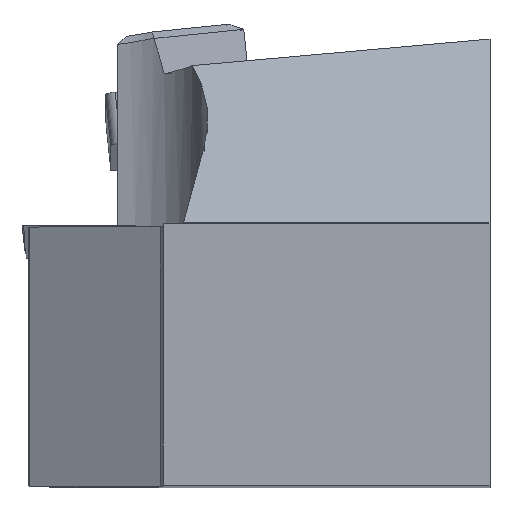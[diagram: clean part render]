
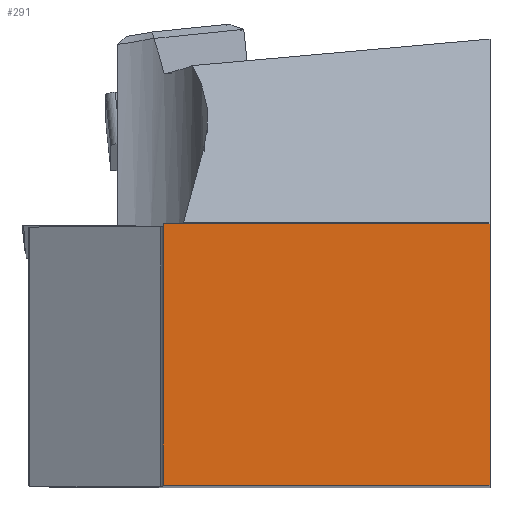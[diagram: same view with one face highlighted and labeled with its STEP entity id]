
A CAD part, top view. The second image highlights one B-rep face of the part: STEP entity #291.
In plain terms, the highlighted planar face has unit normal (0, 0, 1).
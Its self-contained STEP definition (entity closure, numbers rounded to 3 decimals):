
#186=PLANE('',#2167);
#291=ADVANCED_FACE('',(#405),#186,.F.);
#405=FACE_OUTER_BOUND('',#510,.T.);
#510=EDGE_LOOP('',(#1091,#1092,#1093,#1094));
#1091=ORIENTED_EDGE('',*,*,#1553,.F.);
#1092=ORIENTED_EDGE('',*,*,#1549,.T.);
#1093=ORIENTED_EDGE('',*,*,#1559,.F.);
#1094=ORIENTED_EDGE('',*,*,#1556,.T.);
#1277=VERTEX_POINT('',#3345);
#1278=VERTEX_POINT('',#3346);
#1281=VERTEX_POINT('',#3354);
#1283=VERTEX_POINT('',#3360);
#1549=EDGE_CURVE('',#1277,#1278,#1765,.T.);
#1553=EDGE_CURVE('',#1277,#1281,#1769,.T.);
#1556=EDGE_CURVE('',#1283,#1281,#1772,.T.);
#1559=EDGE_CURVE('',#1283,#1278,#1775,.T.);
#1765=LINE('',#3344,#1981);
#1769=LINE('',#3353,#1985);
#1772=LINE('',#3359,#1988);
#1775=LINE('',#3365,#1991);
#1981=VECTOR('',#2668,1.);
#1985=VECTOR('',#2674,1.);
#1988=VECTOR('',#2679,1.);
#1991=VECTOR('',#2684,1.);
#2167=AXIS2_PLACEMENT_3D('',#3366,#2685,#2686);
#2668=DIRECTION('',(0.,1.,0.));
#2674=DIRECTION('',(-1.,0.,0.));
#2679=DIRECTION('',(0.,-1.,0.));
#2684=DIRECTION('',(1.,0.,0.));
#2685=DIRECTION('',(0.,0.,-1.));
#2686=DIRECTION('',(0.,1.,0.));
#3344=CARTESIAN_POINT('',(19.95,-72.9,113.5));
#3345=CARTESIAN_POINT('',(19.95,-31.9,113.5));
#3346=CARTESIAN_POINT('',(19.95,0.,113.5));
#3353=CARTESIAN_POINT('',(19.95,-31.9,113.5));
#3354=CARTESIAN_POINT('',(-19.95,-31.9,113.5));
#3359=CARTESIAN_POINT('',(-19.95,-72.9,113.5));
#3360=CARTESIAN_POINT('',(-19.95,0.,113.5));
#3365=CARTESIAN_POINT('',(19.95,0.,113.5));
#3366=CARTESIAN_POINT('',(19.95,-72.9,113.5));
